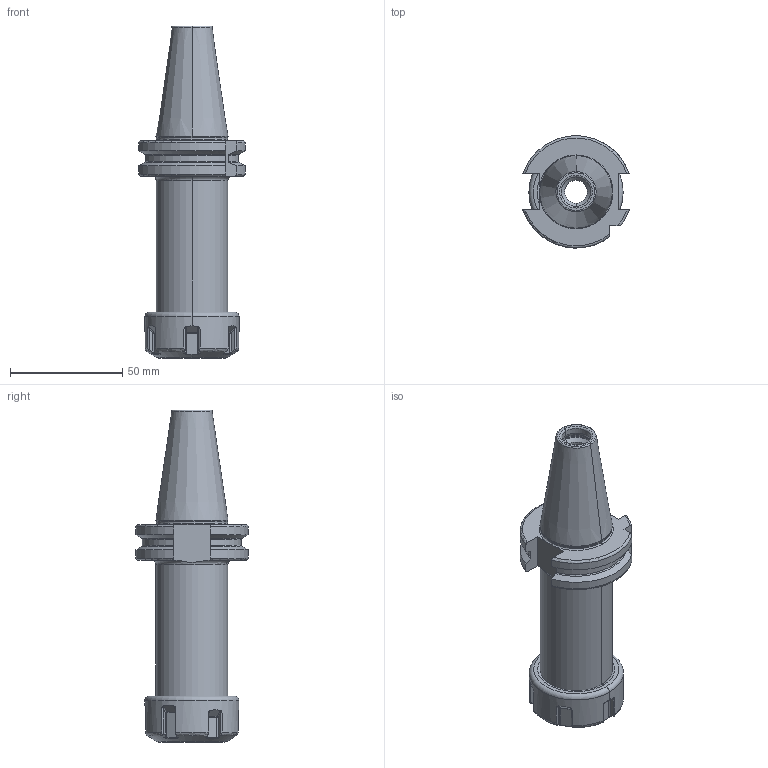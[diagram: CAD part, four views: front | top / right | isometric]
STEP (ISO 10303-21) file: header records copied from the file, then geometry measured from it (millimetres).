
FILE_DESCRIPTION((''),'2;1');
FILE_NAME('302_02_16_1','2020-09-14T',('104091'),(''),'CREO PARAMETRIC BY PTC INC, 2016260','CREO PARAMETRIC BY PTC INC, 2016260','');
FILE_SCHEMA(('CONFIG_CONTROL_DESIGN'));
Length unit declared in the file: millimetre
Products named in the file (1): 302_02_16_1
Bounding box: 47.34 x 49.9 x 147.8 mm (x, y, z)
Volume: 96100.1 mm3; surface area: 27139.5 mm2
Topology: 1 solids, 1 shells, 272 faces, 663 edges, 397 vertices
Faces by surface type: cylinder 65, bspline 60, plane 55, torus 52, cone 28, sphere 12
Entity records: 10772 total; most frequent: CARTESIAN_POINT 4804, ORIENTED_EDGE 1322, DIRECTION 1109, EDGE_CURVE 661, AXIS2_PLACEMENT_3D 437, VERTEX_POINT 397, EDGE_LOOP 280, FACE_OUTER_BOUND 272
